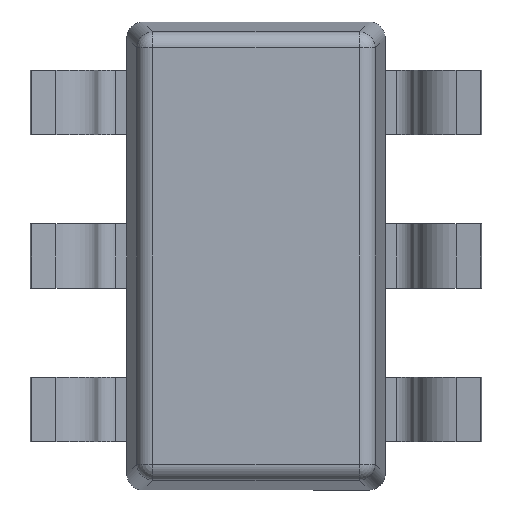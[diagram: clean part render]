
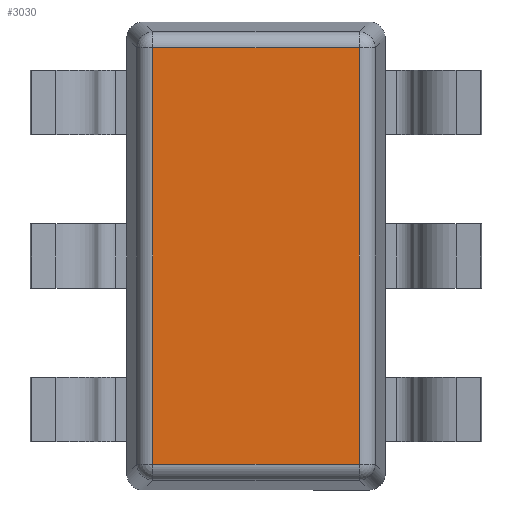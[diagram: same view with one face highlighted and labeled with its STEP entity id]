
A CAD part, front view. The second image highlights one B-rep face of the part: STEP entity #3030.
In plain terms, the highlighted planar face has unit normal (0, -1, 0).
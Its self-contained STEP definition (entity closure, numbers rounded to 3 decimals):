
#247 = LINE ( 'NONE', #3409, #2164 ) ;
#246 = CARTESIAN_POINT ( 'NONE',  ( -0.639, 0.1, 1.289 ) ) ;
#476 = VECTOR ( 'NONE', #842, 1000. ) ;
#532 = EDGE_CURVE ( 'NONE', #2912, #2389, #2748, .T. ) ;
#559 = EDGE_LOOP ( 'NONE', ( #3602, #1183, #2212, #1910 ) ) ;
#716 = VECTOR ( 'NONE', #3359, 1000. ) ;
#842 = DIRECTION ( 'NONE',  ( -1., 0., 0. ) ) ;
#847 = DIRECTION ( 'NONE',  ( 0., 0., -1. ) ) ;
#880 = DIRECTION ( 'NONE',  ( 0., -1., 0. ) ) ;
#1077 = CARTESIAN_POINT ( 'NONE',  ( -0.726, 0.1, 1.289 ) ) ;
#1147 = LINE ( 'NONE', #1631, #2336 ) ;
#1183 = ORIENTED_EDGE ( 'NONE', *, *, #2345, .T. ) ;
#1438 = VERTEX_POINT ( 'NONE', #1503 ) ;
#1480 = DIRECTION ( 'NONE',  ( 0., 0., 1. ) ) ;
#1503 = CARTESIAN_POINT ( 'NONE',  ( 0.639, 0.1, -1.289 ) ) ;
#1631 = CARTESIAN_POINT ( 'NONE',  ( 0.726, 0.1, -1.289 ) ) ;
#1669 = DIRECTION ( 'NONE',  ( 1., 0., 0. ) ) ;
#1752 = EDGE_CURVE ( 'NONE', #3606, #1438, #1147, .T. ) ;
#1806 = AXIS2_PLACEMENT_3D ( 'NONE', #2280, #880, #847 ) ;
#1910 = ORIENTED_EDGE ( 'NONE', *, *, #3584, .T. ) ;
#2010 = PLANE ( 'NONE',  #1806 ) ;
#2164 = VECTOR ( 'NONE', #1480, 1000. ) ;
#2212 = ORIENTED_EDGE ( 'NONE', *, *, #532, .T. ) ;
#2280 = CARTESIAN_POINT ( 'NONE',  ( 0., 0.1, 0. ) ) ;
#2336 = VECTOR ( 'NONE', #1669, 1000. ) ;
#2345 = EDGE_CURVE ( 'NONE', #1438, #2912, #247, .T. ) ;
#2358 = CARTESIAN_POINT ( 'NONE',  ( 0.639, 0.1, 1.289 ) ) ;
#2389 = VERTEX_POINT ( 'NONE', #246 ) ;
#2748 = LINE ( 'NONE', #1077, #476 ) ;
#2912 = VERTEX_POINT ( 'NONE', #2358 ) ;
#2988 = LINE ( 'NONE', #3629, #716 ) ;
#3030 = ADVANCED_FACE ( 'NONE', ( #3508 ), #2010, .T. ) ;
#3333 = CARTESIAN_POINT ( 'NONE',  ( -0.639, 0.1, -1.289 ) ) ;
#3359 = DIRECTION ( 'NONE',  ( 0., 0., -1. ) ) ;
#3409 = CARTESIAN_POINT ( 'NONE',  ( 0.639, 0.1, 1.376 ) ) ;
#3508 = FACE_OUTER_BOUND ( 'NONE', #559, .T. ) ;
#3584 = EDGE_CURVE ( 'NONE', #2389, #3606, #2988, .T. ) ;
#3602 = ORIENTED_EDGE ( 'NONE', *, *, #1752, .T. ) ;
#3606 = VERTEX_POINT ( 'NONE', #3333 ) ;
#3629 = CARTESIAN_POINT ( 'NONE',  ( -0.639, 0.1, -1.376 ) ) ;
